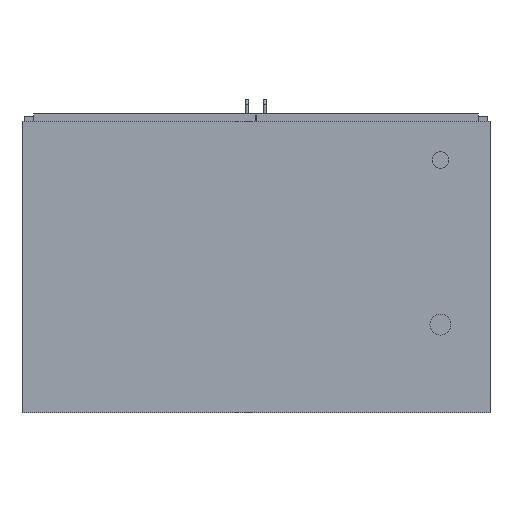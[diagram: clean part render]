
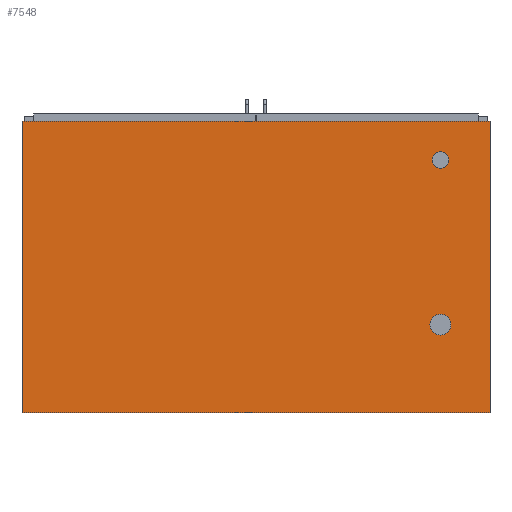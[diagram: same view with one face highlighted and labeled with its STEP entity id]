
A CAD part, front view. The second image highlights one B-rep face of the part: STEP entity #7548.
In plain terms, the highlighted planar face has unit normal (0, -1, 0).
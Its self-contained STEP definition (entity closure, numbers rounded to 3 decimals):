
#128=FACE_BOUND('',#1040,.T.);
#129=FACE_BOUND('',#1041,.T.);
#160=PLANE('',#8092);
#567=FACE_OUTER_BOUND('',#1039,.T.);
#1039=EDGE_LOOP('',(#5374,#5375,#5376,#5377));
#1040=EDGE_LOOP('',(#5378));
#1041=EDGE_LOOP('',(#5379));
#1535=LINE('',#10858,#2491);
#1537=LINE('',#10862,#2493);
#1539=LINE('',#10866,#2495);
#1541=LINE('',#10869,#2497);
#2491=VECTOR('',#8716,10.);
#2493=VECTOR('',#8720,10.);
#2495=VECTOR('',#8724,10.);
#2497=VECTOR('',#8728,10.);
#3429=CIRCLE('',#8076,20.);
#3431=CIRCLE('',#8080,25.);
#3533=VERTEX_POINT('',#10809);
#3535=VERTEX_POINT('',#10816);
#3548=VERTEX_POINT('',#10855);
#3549=VERTEX_POINT('',#10857);
#3550=VERTEX_POINT('',#10861);
#3551=VERTEX_POINT('',#10865);
#4246=EDGE_CURVE('',#3533,#3533,#3429,.T.);
#4249=EDGE_CURVE('',#3535,#3535,#3431,.T.);
#4267=EDGE_CURVE('',#3549,#3548,#1535,.T.);
#4269=EDGE_CURVE('',#3550,#3549,#1537,.T.);
#4271=EDGE_CURVE('',#3551,#3550,#1539,.T.);
#4273=EDGE_CURVE('',#3548,#3551,#1541,.T.);
#5374=ORIENTED_EDGE('',*,*,#4273,.T.);
#5375=ORIENTED_EDGE('',*,*,#4271,.T.);
#5376=ORIENTED_EDGE('',*,*,#4269,.T.);
#5377=ORIENTED_EDGE('',*,*,#4267,.T.);
#5378=ORIENTED_EDGE('',*,*,#4246,.T.);
#5379=ORIENTED_EDGE('',*,*,#4249,.T.);
#7548=ADVANCED_FACE('',(#567,#128,#129),#160,.T.);
#8076=AXIS2_PLACEMENT_3D('',#10811,#8672,#8673);
#8080=AXIS2_PLACEMENT_3D('',#10818,#8681,#8682);
#8092=AXIS2_PLACEMENT_3D('',#10870,#8729,#8730);
#8672=DIRECTION('center_axis',(0.,1.,0.));
#8673=DIRECTION('ref_axis',(1.,0.,0.));
#8681=DIRECTION('center_axis',(0.,1.,0.));
#8682=DIRECTION('ref_axis',(1.,0.,0.));
#8716=DIRECTION('',(0.,0.,-1.));
#8720=DIRECTION('',(-1.,0.,0.));
#8724=DIRECTION('',(0.,0.,1.));
#8728=DIRECTION('',(1.,0.,0.));
#8729=DIRECTION('center_axis',(0.,-1.,0.));
#8730=DIRECTION('ref_axis',(0.,0.,-1.));
#10809=CARTESIAN_POINT('',(419.5,-370.,254.5));
#10811=CARTESIAN_POINT('Origin',(439.5,-370.,254.5));
#10816=CARTESIAN_POINT('',(414.5,-370.,-137.5));
#10818=CARTESIAN_POINT('Origin',(439.5,-370.,-137.5));
#10855=CARTESIAN_POINT('',(-557.5,-370.,-347.5));
#10857=CARTESIAN_POINT('',(-557.5,-370.,347.5));
#10858=CARTESIAN_POINT('',(-557.5,-370.,-347.5));
#10861=CARTESIAN_POINT('',(557.5,-370.,347.5));
#10862=CARTESIAN_POINT('',(-557.5,-370.,347.5));
#10865=CARTESIAN_POINT('',(557.5,-370.,-347.5));
#10866=CARTESIAN_POINT('',(557.5,-370.,347.5));
#10869=CARTESIAN_POINT('',(557.5,-370.,-347.5));
#10870=CARTESIAN_POINT('Origin',(0.,-370.,0.));
